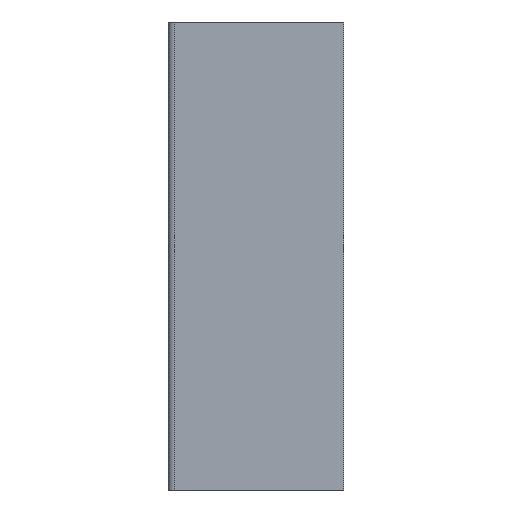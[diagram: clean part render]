
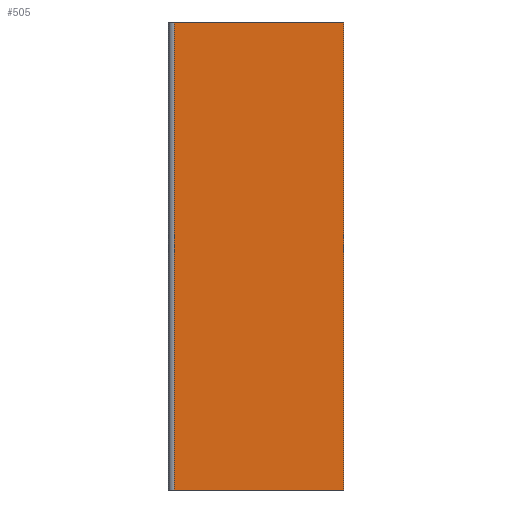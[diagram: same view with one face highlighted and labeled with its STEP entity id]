
A CAD part, front view. The second image highlights one B-rep face of the part: STEP entity #505.
In plain terms, the highlighted planar face has unit normal (0, -1, 0).
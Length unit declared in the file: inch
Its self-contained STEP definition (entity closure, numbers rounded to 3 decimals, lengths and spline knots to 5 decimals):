
#12 = VECTOR ( 'NONE', #1770, 39.37008 ) ;
#26 = EDGE_CURVE ( 'NONE', #120, #41, #1585, .T. ) ;
#41 = VERTEX_POINT ( 'NONE', #332 ) ;
#111 = VERTEX_POINT ( 'NONE', #298 ) ;
#120 = VERTEX_POINT ( 'NONE', #274 ) ;
#180 = CARTESIAN_POINT ( 'NONE',  ( -0.87, -1.14, 1.2 ) ) ;
#211 = VERTEX_POINT ( 'NONE', #381 ) ;
#274 = CARTESIAN_POINT ( 'NONE',  ( -0.87, -1.14, 1.2 ) ) ;
#298 = CARTESIAN_POINT ( 'NONE',  ( 0., -1.14, -1.2 ) ) ;
#320 = DIRECTION ( 'NONE',  ( 1., 0., 0. ) ) ;
#332 = CARTESIAN_POINT ( 'NONE',  ( 0., -1.14, 1.2 ) ) ;
#381 = CARTESIAN_POINT ( 'NONE',  ( -0.87, -1.14, -1.2 ) ) ;
#393 = LINE ( 'NONE', #1771, #12 ) ;
#505 = ADVANCED_FACE ( 'NONE', ( #1539 ), #1680, .F. ) ;
#636 = VECTOR ( 'NONE', #2005, 39.37008 ) ;
#637 = LINE ( 'NONE', #2006, #636 ) ;
#752 = EDGE_CURVE ( 'NONE', #41, #111, #637, .T. ) ;
#859 = AXIS2_PLACEMENT_3D ( 'NONE', #1629, #2287, #2286 ) ;
#992 = EDGE_CURVE ( 'NONE', #211, #111, #393, .T. ) ;
#1031 = EDGE_CURVE ( 'NONE', #120, #211, #2348, .T. ) ;
#1323 = ORIENTED_EDGE ( 'NONE', *, *, #992, .T. ) ;
#1324 = ORIENTED_EDGE ( 'NONE', *, *, #752, .F. ) ;
#1325 = ORIENTED_EDGE ( 'NONE', *, *, #26, .F. ) ;
#1326 = ORIENTED_EDGE ( 'NONE', *, *, #1031, .T. ) ;
#1470 = EDGE_LOOP ( 'NONE', ( #1323, #1324, #1325, #1326 ) ) ;
#1539 = FACE_OUTER_BOUND ( 'NONE', #1470, .T. ) ;
#1584 = VECTOR ( 'NONE', #320, 39.37008 ) ;
#1585 = LINE ( 'NONE', #180, #1584 ) ;
#1629 = CARTESIAN_POINT ( 'NONE',  ( -0.125, -1.14, 1.2 ) ) ;
#1660 = DIRECTION ( 'NONE',  ( 0., 0., -1. ) ) ;
#1661 = CARTESIAN_POINT ( 'NONE',  ( -0.87, -1.14, 1.2 ) ) ;
#1680 = PLANE ( 'NONE',  #859 ) ;
#1770 = DIRECTION ( 'NONE',  ( 1., 0., 0. ) ) ;
#1771 = CARTESIAN_POINT ( 'NONE',  ( -0.125, -1.14, -1.2 ) ) ;
#2005 = DIRECTION ( 'NONE',  ( 0., 0., -1. ) ) ;
#2006 = CARTESIAN_POINT ( 'NONE',  ( 0., -1.14, 1.2 ) ) ;
#2286 = DIRECTION ( 'NONE',  ( 0., 0., 1. ) ) ;
#2287 = DIRECTION ( 'NONE',  ( 0., 1., 0. ) ) ;
#2348 = LINE ( 'NONE', #1661, #2349 ) ;
#2349 = VECTOR ( 'NONE', #1660, 39.37008 ) ;
